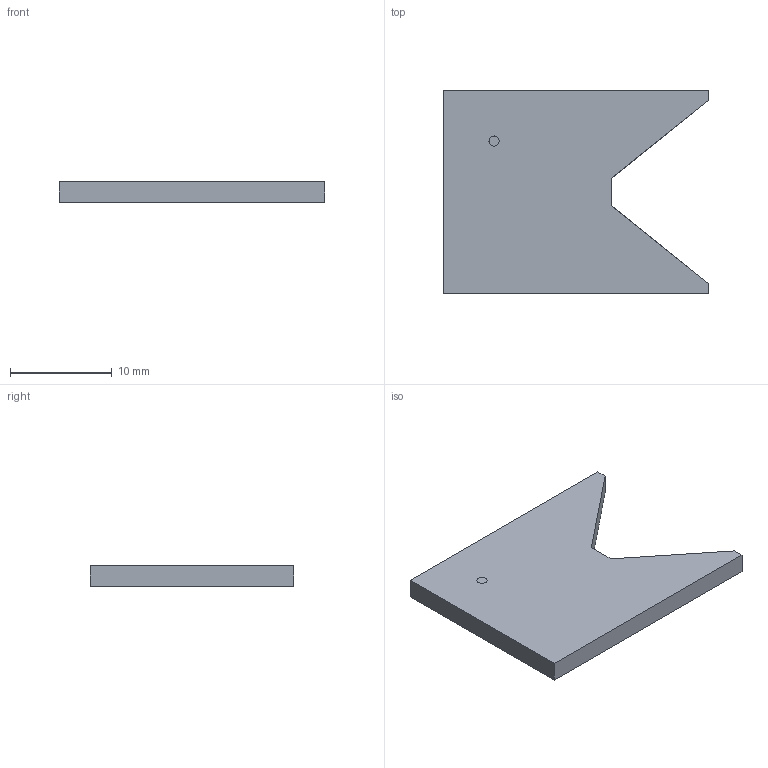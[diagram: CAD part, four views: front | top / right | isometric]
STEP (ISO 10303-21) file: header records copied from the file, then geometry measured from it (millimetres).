
FILE_DESCRIPTION(/* description */ (''),/* implementation_level */ '2;1');
FILE_NAME(/* name */ 'NV_Diamond_Chip.step',/* time_stamp */ '2023-07-16T22:04:29+02:00',/* author */ (''),/* organization */ (''),/* preprocessor_version */ 'ST-DEVELOPER v19.2',/* originating_system */ 'Autodesk Translation Framework v12.6.0.85',/* authorisation */ '');
FILE_SCHEMA (('AUTOMOTIVE_DESIGN { 1 0 10303 214 3 1 1 }'));
Length unit declared in the file: millimetre
Products named in the file (1): GlasMicrofluidick
Bounding box: 26.08 x 20 x 2 mm (x, y, z)
Volume: 844.7 mm3; surface area: 1103.5 mm2
Topology: 3 solids, 3 shells, 54 faces, 140 edges, 90 vertices
Faces by surface type: plane 42, cylinder 12
Full cylindrical faces by diameter (mm): 1 x4
Entity records: 1694 total; most frequent: CARTESIAN_POINT 285, ORIENTED_EDGE 280, DIRECTION 280, EDGE_CURVE 140, LINE 110, VECTOR 110, VERTEX_POINT 90, AXIS2_PLACEMENT_3D 85
